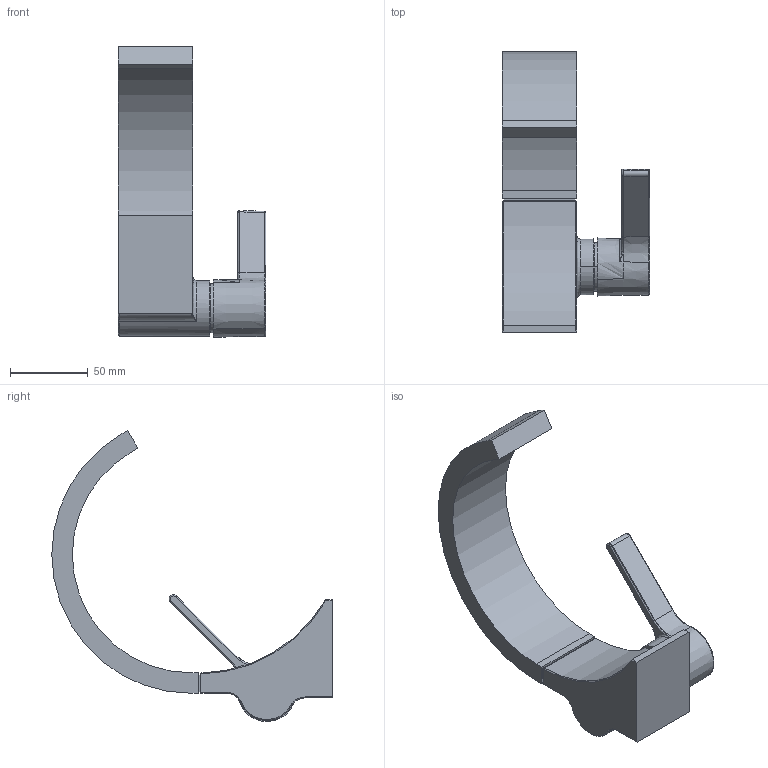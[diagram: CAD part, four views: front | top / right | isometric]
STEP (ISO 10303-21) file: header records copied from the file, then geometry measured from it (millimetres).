
FILE_DESCRIPTION (( 'STEP AP214' ), '1' );
FILE_NAME ('33500811.STEP', '2020-07-30T05:16:00', ( '' ), ( '' ), 'SwSTEP 2.0', 'SolidWorks 2017', '' );
FILE_SCHEMA (( 'AUTOMOTIVE_DESIGN' ));
Length unit declared in the file: millimetre
Products named in the file (5): Planungsmodell_Hebel-+-09.20.80.020-01_K1; Planungsmodell_Haube-+-09.28.30.021-01; Planungsmodell_Auslauf-+-09.11.70.012-1; Planungsmodell_Koerper-+-09.19.70.010.90-1_K1; 33500811
Assembly tree (4 placements, depth 2):
  33500811
    Planungsmodell_Koerper-+-09.19.70.010.90-1_K1
    Planungsmodell_Auslauf-+-09.11.70.012-1
    Planungsmodell_Haube-+-09.28.30.021-01
    Planungsmodell_Hebel-+-09.20.80.020-01_K1
Bounding box: 94.97 x 180.3 x 187.18 mm (x, y, z)
Volume: 350350.5 mm3; surface area: 60638.3 mm2
Topology: 4 solids, 4 shells, 105 faces, 245 edges, 147 vertices
Faces by surface type: plane 44, cone 18, cylinder 15, bspline 13, torus 12, sphere 3
Entity records: 5098 total; most frequent: CARTESIAN_POINT 2611, ORIENTED_EDGE 486, DIRECTION 469, EDGE_CURVE 243, AXIS2_PLACEMENT_3D 174, VERTEX_POINT 147, LINE 121, VECTOR 121
